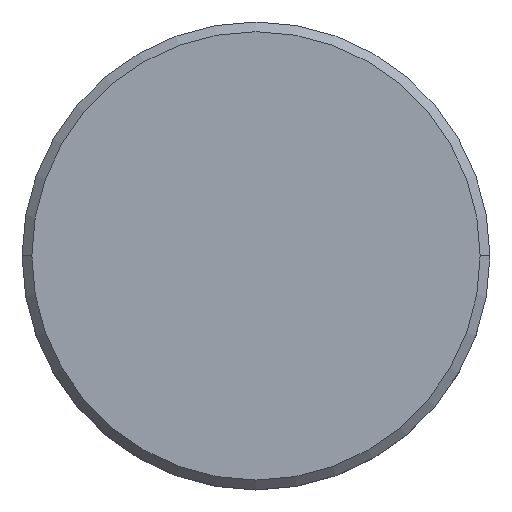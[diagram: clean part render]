
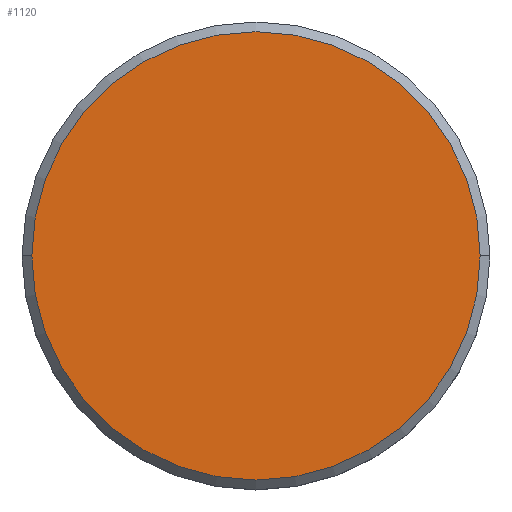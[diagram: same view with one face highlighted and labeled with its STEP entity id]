
A CAD part, top view. The second image highlights one B-rep face of the part: STEP entity #1120.
In plain terms, the highlighted planar face has unit normal (0, 0, 1).
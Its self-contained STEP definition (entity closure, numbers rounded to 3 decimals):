
#89 = CARTESIAN_POINT ( 'NONE',  ( 11.5, 0., 0. ) ) ;
#174 = CARTESIAN_POINT ( 'NONE',  ( 0., 0., 0. ) ) ;
#245 = AXIS2_PLACEMENT_3D ( 'NONE', #445, #811, #271 ) ;
#271 = DIRECTION ( 'NONE',  ( 1., 0., 0. ) ) ;
#275 = FACE_OUTER_BOUND ( 'NONE', #778, .T. ) ;
#316 = ORIENTED_EDGE ( 'NONE', *, *, #715, .T. ) ;
#351 = DIRECTION ( 'NONE',  ( 0., 0., 1. ) ) ;
#356 = CIRCLE ( 'NONE', #245, 11.5 ) ;
#359 = DIRECTION ( 'NONE',  ( 1., 0., 0. ) ) ;
#384 = DIRECTION ( 'NONE',  ( 1., 0., 0. ) ) ;
#445 = CARTESIAN_POINT ( 'NONE',  ( 0., 0., 0. ) ) ;
#517 = VERTEX_POINT ( 'NONE', #89 ) ;
#521 = EDGE_CURVE ( 'NONE', #517, #1027, #980, .T. ) ;
#522 = ORIENTED_EDGE ( 'NONE', *, *, #521, .T. ) ;
#627 = CARTESIAN_POINT ( 'NONE',  ( 0., 0., 0. ) ) ;
#683 = AXIS2_PLACEMENT_3D ( 'NONE', #174, #1012, #384 ) ;
#715 = EDGE_CURVE ( 'NONE', #1027, #517, #356, .T. ) ;
#730 = AXIS2_PLACEMENT_3D ( 'NONE', #627, #351, #359 ) ;
#778 = EDGE_LOOP ( 'NONE', ( #316, #522 ) ) ;
#785 = CARTESIAN_POINT ( 'NONE',  ( -11.5, 0., 0. ) ) ;
#811 = DIRECTION ( 'NONE',  ( 0., 0., 1. ) ) ;
#907 = PLANE ( 'NONE',  #730 ) ;
#980 = CIRCLE ( 'NONE', #683, 11.5 ) ;
#1012 = DIRECTION ( 'NONE',  ( 0., 0., 1. ) ) ;
#1027 = VERTEX_POINT ( 'NONE', #785 ) ;
#1120 = ADVANCED_FACE ( 'NONE', ( #275 ), #907, .T. ) ;
